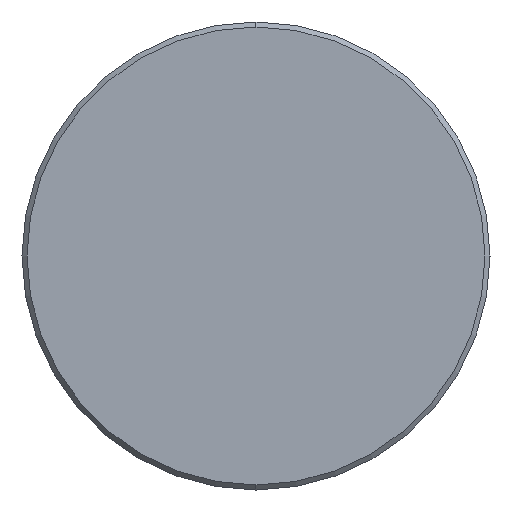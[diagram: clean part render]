
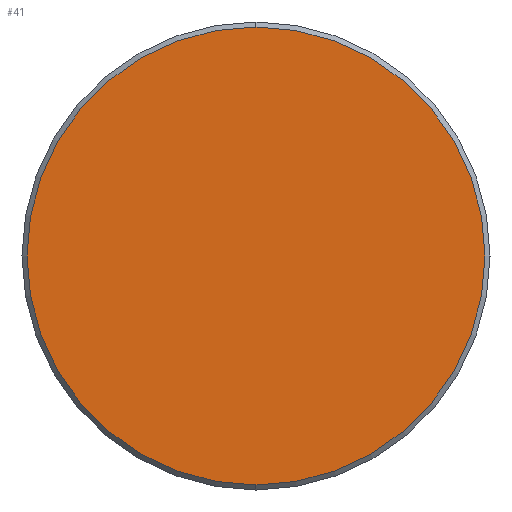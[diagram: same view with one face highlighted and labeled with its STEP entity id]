
A CAD part, left-side view. The second image highlights one B-rep face of the part: STEP entity #41.
In plain terms, the highlighted planar face has unit normal (-1, 0, 0).
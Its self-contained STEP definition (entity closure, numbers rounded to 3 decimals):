
#1 = DIRECTION ( 'NONE',  ( -1., 0., 0. ) ) ;
#41 = ADVANCED_FACE ( 'NONE', ( #134 ), #207, .F. ) ;
#75 = DIRECTION ( 'NONE',  ( 0., 0., -1. ) ) ;
#98 = AXIS2_PLACEMENT_3D ( 'NONE', #215, #529, #75 ) ;
#134 = FACE_OUTER_BOUND ( 'NONE', #816, .T. ) ;
#207 = PLANE ( 'NONE',  #98 ) ;
#215 = CARTESIAN_POINT ( 'NONE',  ( 0., 0., 0. ) ) ;
#263 = DIRECTION ( 'NONE',  ( 0., 0., 1. ) ) ;
#316 = CARTESIAN_POINT ( 'NONE',  ( 0., 0., 13.7 ) ) ;
#321 = ORIENTED_EDGE ( 'NONE', *, *, #573, .T. ) ;
#374 = AXIS2_PLACEMENT_3D ( 'NONE', #708, #382, #263 ) ;
#381 = VERTEX_POINT ( 'NONE', #574 ) ;
#382 = DIRECTION ( 'NONE',  ( -1., 0., 0. ) ) ;
#432 = VERTEX_POINT ( 'NONE', #316 ) ;
#453 = ORIENTED_EDGE ( 'NONE', *, *, #532, .T. ) ;
#498 = AXIS2_PLACEMENT_3D ( 'NONE', #704, #1, #644 ) ;
#503 = CIRCLE ( 'NONE', #498, 13.7 ) ;
#529 = DIRECTION ( 'NONE',  ( 1., 0., 0. ) ) ;
#532 = EDGE_CURVE ( 'NONE', #432, #381, #503, .T. ) ;
#573 = EDGE_CURVE ( 'NONE', #381, #432, #682, .T. ) ;
#574 = CARTESIAN_POINT ( 'NONE',  ( 0., 0., -13.7 ) ) ;
#644 = DIRECTION ( 'NONE',  ( 0., 0., 1. ) ) ;
#682 = CIRCLE ( 'NONE', #374, 13.7 ) ;
#704 = CARTESIAN_POINT ( 'NONE',  ( 0., 0., 0. ) ) ;
#708 = CARTESIAN_POINT ( 'NONE',  ( 0., 0., 0. ) ) ;
#816 = EDGE_LOOP ( 'NONE', ( #321, #453 ) ) ;
